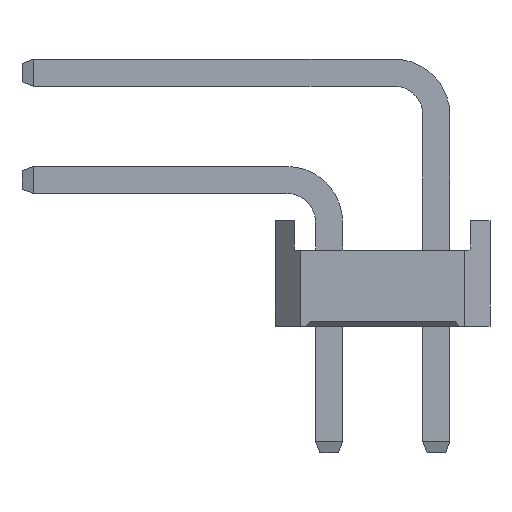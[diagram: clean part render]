
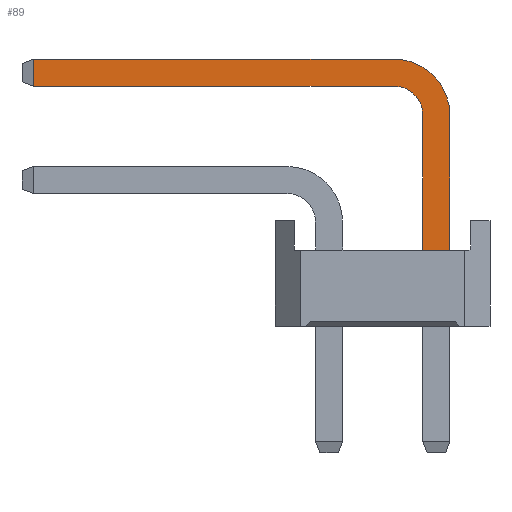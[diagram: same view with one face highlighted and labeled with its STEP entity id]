
A CAD part, left-side view. The second image highlights one B-rep face of the part: STEP entity #89.
In plain terms, the highlighted planar face has unit normal (-1, 0, 0).
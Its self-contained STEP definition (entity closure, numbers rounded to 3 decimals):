
#89=ADVANCED_FACE('',(#683),#685,.T.);
#683=FACE_BOUND('',#684,.T.);
#684=EDGE_LOOP('',(#1165,#1166,#1167,#1168,#1169,#1170,#1171,#1172));
#685=PLANE('',#686);
#686=AXIS2_PLACEMENT_3D('',#687,#688,#689);
#687=CARTESIAN_POINT('',(-0.32,-2.22,-3.));
#688=DIRECTION('',(-1.,0.,0.));
#689=DIRECTION('',(0.,-1.,0.));
#1165=ORIENTED_EDGE('',*,*,#1491,.F.);
#1166=ORIENTED_EDGE('',*,*,#1492,.F.);
#1167=ORIENTED_EDGE('',*,*,#1493,.F.);
#1168=ORIENTED_EDGE('',*,*,#1494,.F.);
#1169=ORIENTED_EDGE('',*,*,#1479,.T.);
#1170=ORIENTED_EDGE('',*,*,#1487,.T.);
#1171=ORIENTED_EDGE('',*,*,#1495,.T.);
#1172=ORIENTED_EDGE('',*,*,#1496,.T.);
#1479=EDGE_CURVE('',#1678,#1676,#1679,.T.);
#1487=EDGE_CURVE('',#1676,#1691,#1693,.T.);
#1491=EDGE_CURVE('',#1699,#1700,#1701,.T.);
#1492=EDGE_CURVE('',#1702,#1699,#1703,.T.);
#1493=EDGE_CURVE('',#1704,#1702,#1705,.T.);
#1494=EDGE_CURVE('',#1678,#1704,#1706,.T.);
#1495=EDGE_CURVE('',#1691,#1707,#1708,.T.);
#1496=EDGE_CURVE('',#1707,#1700,#1709,.T.);
#1676=VERTEX_POINT('',#2010);
#1678=VERTEX_POINT('',#2014);
#1679=LINE('',#2015,#2016);
#1691=VERTEX_POINT('',#2041);
#1693=LINE('',#2045,#2046);
#1699=VERTEX_POINT('',#2059);
#1700=VERTEX_POINT('',#2060);
#1701=LINE('',#2061,#2062);
#1702=VERTEX_POINT('',#2064);
#1703=LINE('',#2065,#2066);
#1704=VERTEX_POINT('',#2068);
#1705=CIRCLE('',#2069,0.68);
#1706=LINE('',#2073,#2074);
#1707=VERTEX_POINT('',#2076);
#1708=CIRCLE('',#2077,1.32);
#1709=LINE('',#2081,#2082);
#2010=CARTESIAN_POINT('',(-0.32,-2.86,1.8));
#2014=CARTESIAN_POINT('',(-0.32,-2.22,1.8));
#2015=CARTESIAN_POINT('',(-0.32,-2.22,1.8));
#2016=VECTOR('',#2017,1.);
#2017=DIRECTION('',(0.,-1.,0.));
#2041=CARTESIAN_POINT('',(-0.32,-2.86,5.));
#2045=CARTESIAN_POINT('',(-0.32,-2.86,1.8));
#2046=VECTOR('',#2047,1.);
#2047=DIRECTION('',(0.,0.,1.));
#2059=CARTESIAN_POINT('',(-0.32,6.995,5.68));
#2060=CARTESIAN_POINT('',(-0.32,6.995,6.32));
#2061=CARTESIAN_POINT('',(-0.32,6.995,5.68));
#2062=VECTOR('',#2063,1.);
#2063=DIRECTION('',(0.,0.,1.));
#2064=CARTESIAN_POINT('',(-0.32,-1.54,5.68));
#2065=CARTESIAN_POINT('',(-0.32,-1.54,5.68));
#2066=VECTOR('',#2067,1.);
#2067=DIRECTION('',(0.,1.,0.));
#2068=CARTESIAN_POINT('',(-0.32,-2.22,5.));
#2069=AXIS2_PLACEMENT_3D('',#2070,#2071,#2072);
#2070=CARTESIAN_POINT('',(-0.32,-1.54,5.));
#2071=DIRECTION('',(-1.,-0.,0.));
#2072=DIRECTION('',(0.,-1.,0.));
#2073=CARTESIAN_POINT('',(-0.32,-2.22,1.8));
#2074=VECTOR('',#2075,1.);
#2075=DIRECTION('',(0.,0.,1.));
#2076=CARTESIAN_POINT('',(-0.32,-1.54,6.32));
#2077=AXIS2_PLACEMENT_3D('',#2078,#2079,#2080);
#2078=CARTESIAN_POINT('',(-0.32,-1.54,5.));
#2079=DIRECTION('',(-1.,-0.,0.));
#2080=DIRECTION('',(0.,-1.,0.));
#2081=CARTESIAN_POINT('',(-0.32,-1.54,6.32));
#2082=VECTOR('',#2083,1.);
#2083=DIRECTION('',(0.,1.,0.));
